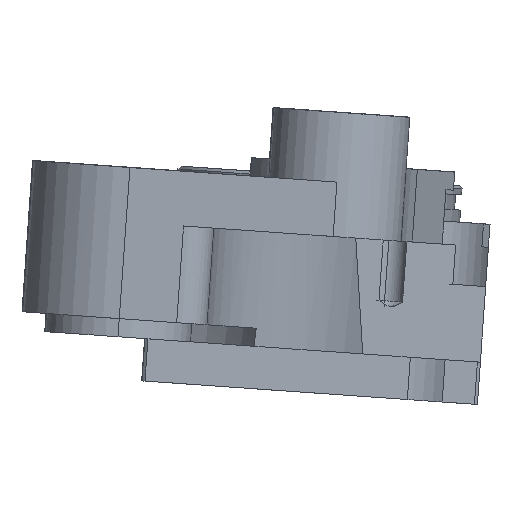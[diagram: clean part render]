
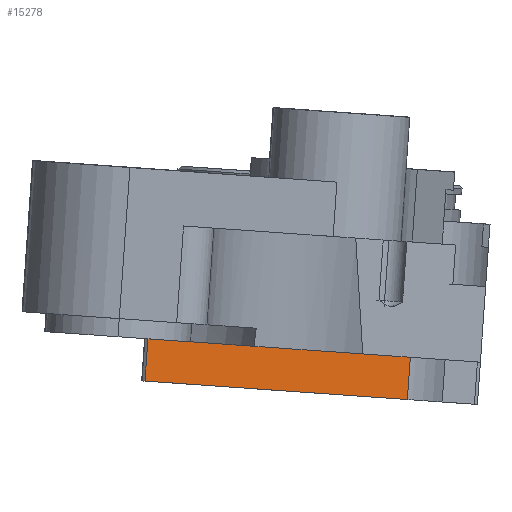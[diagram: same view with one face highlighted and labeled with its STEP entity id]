
A CAD part, left-side view. The second image highlights one B-rep face of the part: STEP entity #15278.
In plain terms, the highlighted planar face has unit normal (-0.996, -0.089, -0.007).
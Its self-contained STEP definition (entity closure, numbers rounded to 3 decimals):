
#8888 = PLANE('',#8889);
#8889 = AXIS2_PLACEMENT_3D('',#8890,#8891,#8892);
#8890 = CARTESIAN_POINT('',(32.925,28.804,
    -21.442));
#8891 = DIRECTION('',(0.,-0.07,
    0.998));
#8892 = DIRECTION('',(-1.,-0.001,
    0.));
#9217 = VERTEX_POINT('',#9218);
#9218 = CARTESIAN_POINT('',(-29.978,25.48,
    -21.695));
#9232 = PLANE('',#9233);
#9233 = AXIS2_PLACEMENT_3D('',#9234,#9235,#9236);
#9234 = CARTESIAN_POINT('',(-29.503,25.486,
    -14.327));
#9235 = DIRECTION('',(-0.738,0.673,0.047));
#9236 = DIRECTION('',(0.,0.07,
    -0.998));
#9244 = EDGE_CURVE('',#9217,#9245,#9247,.T.);
#9245 = VERTEX_POINT('',#9246);
#9246 = CARTESIAN_POINT('',(-26.067,-17.818,
    -24.742));
#9247 = SURFACE_CURVE('',#9248,(#9252,#9259),.PCURVE_S1.);
#9248 = LINE('',#9249,#9250);
#9249 = CARTESIAN_POINT('',(-29.978,25.48,
    -21.695));
#9250 = VECTOR('',#9251,1.);
#9251 = DIRECTION('',(0.09,-0.994,
    -0.07));
#9252 = PCURVE('',#8888,#9253);
#9253 = DEFINITIONAL_REPRESENTATION('',(#9254),#9258);
#9254 = LINE('',#9255,#9256);
#9255 = CARTESIAN_POINT('',(62.907,3.273));
#9256 = VECTOR('',#9257,1.);
#9257 = DIRECTION('',(-0.089,0.996));
#9258 = ( GEOMETRIC_REPRESENTATION_CONTEXT(2) 
PARAMETRIC_REPRESENTATION_CONTEXT() REPRESENTATION_CONTEXT('2D SPACE',''
  ) );
#9259 = PCURVE('',#9260,#9265);
#9260 = PLANE('',#9261);
#9261 = AXIS2_PLACEMENT_3D('',#9262,#9263,#9264);
#9262 = CARTESIAN_POINT('',(-30.176,27.129,
    -14.211));
#9263 = DIRECTION('',(-0.996,-0.09,
    -0.007));
#9264 = DIRECTION('',(0.,0.07,
    -0.998));
#9265 = DEFINITIONAL_REPRESENTATION('',(#9266),#9270);
#9266 = LINE('',#9267,#9268);
#9267 = CARTESIAN_POINT('',(7.35,2.179));
#9268 = VECTOR('',#9269,1.);
#9269 = DIRECTION('',(0.,1.));
#9270 = ( GEOMETRIC_REPRESENTATION_CONTEXT(2) 
PARAMETRIC_REPRESENTATION_CONTEXT() REPRESENTATION_CONTEXT('2D SPACE',''
  ) );
#9293 = CYLINDRICAL_SURFACE('',#9294,10.);
#9294 = AXIS2_PLACEMENT_3D('',#9295,#9296,#9297);
#9295 = CARTESIAN_POINT('',(-36.029,-19.229,
    -17.476));
#9296 = DIRECTION('',(0.,0.07,
    -0.998));
#9297 = DIRECTION('',(1.,0.001,
    0.));
#10843 = PLANE('',#10844);
#10844 = AXIS2_PLACEMENT_3D('',#10845,#10846,#10847);
#10845 = CARTESIAN_POINT('',(-22.455,29.797,
    -14.372));
#10846 = DIRECTION('',(0.,-0.07,
    0.998));
#10847 = DIRECTION('',(-1.,-0.001,
    0.));
#14970 = VERTEX_POINT('',#14971);
#14971 = CARTESIAN_POINT('',(-26.069,-18.31,
    -17.76));
#15015 = EDGE_CURVE('',#14970,#15016,#15018,.T.);
#15016 = VERTEX_POINT('',#15017);
#15017 = CARTESIAN_POINT('',(-29.981,24.988,
    -14.713));
#15018 = SURFACE_CURVE('',#15019,(#15023,#15030),.PCURVE_S1.);
#15019 = LINE('',#15020,#15021);
#15020 = CARTESIAN_POINT('',(-26.069,-18.31,
    -17.76));
#15021 = VECTOR('',#15022,1.);
#15022 = DIRECTION('',(-0.09,0.994,
    0.07));
#15023 = PCURVE('',#10843,#15024);
#15024 = DEFINITIONAL_REPRESENTATION('',(#15025),#15029);
#15025 = LINE('',#15026,#15027);
#15026 = CARTESIAN_POINT('',(3.66,48.222));
#15027 = VECTOR('',#15028,1.);
#15028 = DIRECTION('',(0.089,-0.996));
#15029 = ( GEOMETRIC_REPRESENTATION_CONTEXT(2) 
PARAMETRIC_REPRESENTATION_CONTEXT() REPRESENTATION_CONTEXT('2D SPACE',''
  ) );
#15030 = PCURVE('',#9260,#15031);
#15031 = DEFINITIONAL_REPRESENTATION('',(#15032),#15036);
#15032 = LINE('',#15033,#15034);
#15033 = CARTESIAN_POINT('',(0.35,45.76));
#15034 = VECTOR('',#15035,1.);
#15035 = DIRECTION('',(0.,-1.));
#15036 = ( GEOMETRIC_REPRESENTATION_CONTEXT(2) 
PARAMETRIC_REPRESENTATION_CONTEXT() REPRESENTATION_CONTEXT('2D SPACE',''
  ) );
#15233 = EDGE_CURVE('',#9245,#14970,#15234,.T.);
#15234 = SURFACE_CURVE('',#15235,(#15239,#15268),.PCURVE_S1.);
#15235 = LINE('',#15236,#15237);
#15236 = CARTESIAN_POINT('',(-26.067,-17.818,
    -24.742));
#15237 = VECTOR('',#15238,1.);
#15238 = DIRECTION('',(0.,-0.07,
    0.998));
#15239 = PCURVE('',#9293,#15240);
#15240 = DEFINITIONAL_REPRESENTATION('',(#15241),#15267);
#15241 = B_SPLINE_CURVE_WITH_KNOTS('',3,(#15242,#15243,#15244,#15245,
    #15246,#15247,#15248,#15249,#15250,#15251,#15252,#15253,#15254,
    #15255,#15256,#15257,#15258,#15259,#15260,#15261,#15262,#15263,
    #15264,#15265,#15266),.UNSPECIFIED.,.F.,.F.,(4,1,1,1,1,1,1,1,1,1,1,1
    ,1,1,1,1,1,1,1,1,1,1,4),(0.,0.318,0.636,
    0.955,1.273,1.591,1.909,
    2.227,2.545,2.864,3.182,3.5,
    3.818,4.136,4.455,4.773,
    5.091,5.409,5.727,6.045,
    6.364,6.682,7.),.QUASI_UNIFORM_KNOTS.);
#15242 = CARTESIAN_POINT('',(-0.089,7.35));
#15243 = CARTESIAN_POINT('',(-0.089,7.244));
#15244 = CARTESIAN_POINT('',(-0.089,7.032));
#15245 = CARTESIAN_POINT('',(-0.089,6.714));
#15246 = CARTESIAN_POINT('',(-0.089,6.395));
#15247 = CARTESIAN_POINT('',(-0.089,6.077));
#15248 = CARTESIAN_POINT('',(-0.089,5.759));
#15249 = CARTESIAN_POINT('',(-0.089,5.441));
#15250 = CARTESIAN_POINT('',(-0.089,5.123));
#15251 = CARTESIAN_POINT('',(-0.089,4.805));
#15252 = CARTESIAN_POINT('',(-0.089,4.486));
#15253 = CARTESIAN_POINT('',(-0.089,4.168));
#15254 = CARTESIAN_POINT('',(-0.089,3.85));
#15255 = CARTESIAN_POINT('',(-0.089,3.532));
#15256 = CARTESIAN_POINT('',(-0.089,3.214));
#15257 = CARTESIAN_POINT('',(-0.089,2.895));
#15258 = CARTESIAN_POINT('',(-0.089,2.577));
#15259 = CARTESIAN_POINT('',(-0.089,2.259));
#15260 = CARTESIAN_POINT('',(-0.089,1.941));
#15261 = CARTESIAN_POINT('',(-0.089,1.623));
#15262 = CARTESIAN_POINT('',(-0.089,1.305));
#15263 = CARTESIAN_POINT('',(-0.089,0.986));
#15264 = CARTESIAN_POINT('',(-0.089,0.668));
#15265 = CARTESIAN_POINT('',(-0.089,0.456));
#15266 = CARTESIAN_POINT('',(-0.089,0.35));
#15267 = ( GEOMETRIC_REPRESENTATION_CONTEXT(2) 
PARAMETRIC_REPRESENTATION_CONTEXT() REPRESENTATION_CONTEXT('2D SPACE',''
  ) );
#15268 = PCURVE('',#9260,#15269);
#15269 = DEFINITIONAL_REPRESENTATION('',(#15270),#15274);
#15270 = LINE('',#15271,#15272);
#15271 = CARTESIAN_POINT('',(7.35,45.76));
#15272 = VECTOR('',#15273,1.);
#15273 = DIRECTION('',(-1.,0.));
#15274 = ( GEOMETRIC_REPRESENTATION_CONTEXT(2) 
PARAMETRIC_REPRESENTATION_CONTEXT() REPRESENTATION_CONTEXT('2D SPACE',''
  ) );
#15278 = ADVANCED_FACE('',(#15279),#9260,.T.);
#15279 = FACE_BOUND('',#15280,.F.);
#15280 = EDGE_LOOP('',(#15281,#15302,#15303,#15304));
#15281 = ORIENTED_EDGE('',*,*,#15282,.T.);
#15282 = EDGE_CURVE('',#9217,#15016,#15283,.T.);
#15283 = SURFACE_CURVE('',#15284,(#15288,#15295),.PCURVE_S1.);
#15284 = LINE('',#15285,#15286);
#15285 = CARTESIAN_POINT('',(-29.978,25.48,
    -21.695));
#15286 = VECTOR('',#15287,1.);
#15287 = DIRECTION('',(0.,-0.07,
    0.998));
#15288 = PCURVE('',#9260,#15289);
#15289 = DEFINITIONAL_REPRESENTATION('',(#15290),#15294);
#15290 = LINE('',#15291,#15292);
#15291 = CARTESIAN_POINT('',(7.35,2.179));
#15292 = VECTOR('',#15293,1.);
#15293 = DIRECTION('',(-1.,0.));
#15294 = ( GEOMETRIC_REPRESENTATION_CONTEXT(2) 
PARAMETRIC_REPRESENTATION_CONTEXT() REPRESENTATION_CONTEXT('2D SPACE',''
  ) );
#15295 = PCURVE('',#9232,#15296);
#15296 = DEFINITIONAL_REPRESENTATION('',(#15297),#15301);
#15297 = LINE('',#15298,#15299);
#15298 = CARTESIAN_POINT('',(7.35,0.709));
#15299 = VECTOR('',#15300,1.);
#15300 = DIRECTION('',(-1.,0.));
#15301 = ( GEOMETRIC_REPRESENTATION_CONTEXT(2) 
PARAMETRIC_REPRESENTATION_CONTEXT() REPRESENTATION_CONTEXT('2D SPACE',''
  ) );
#15302 = ORIENTED_EDGE('',*,*,#15015,.F.);
#15303 = ORIENTED_EDGE('',*,*,#15233,.F.);
#15304 = ORIENTED_EDGE('',*,*,#9244,.F.);
